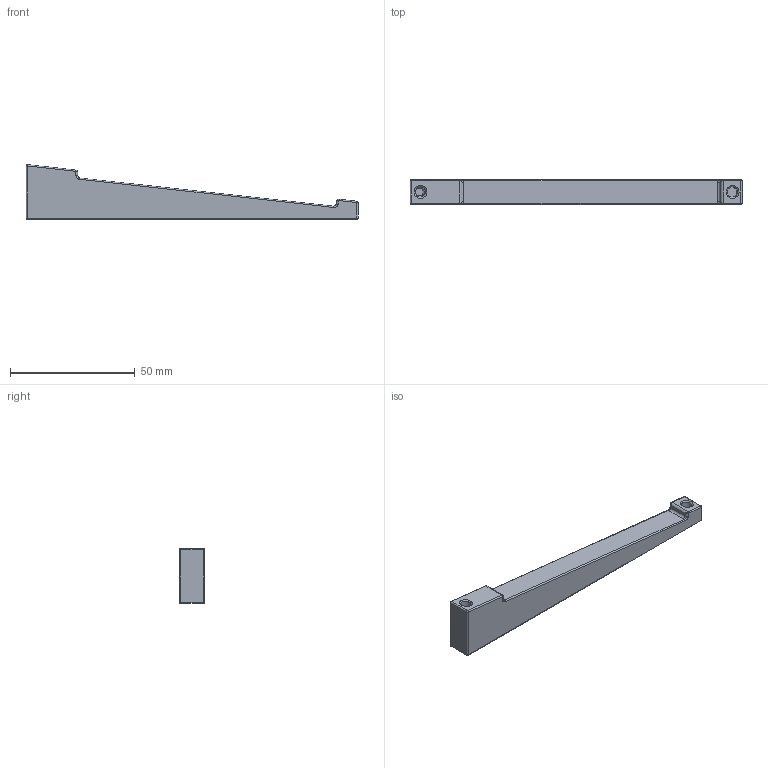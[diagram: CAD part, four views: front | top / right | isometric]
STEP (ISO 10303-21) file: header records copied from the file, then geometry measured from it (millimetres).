
FILE_DESCRIPTION(/* description */ (''),/* implementation_level */ '2;1');
FILE_NAME(/* name */ 'Side Standoff.step',/* time_stamp */ '2024-02-16T18:48:42Z',/* author */ (''),/* organization */ (''),/* preprocessor_version */ 'ST-DEVELOPER v20',/* originating_system */ 'Autodesk Translation Framework v12.20.1.177',/* authorisation */ '');
FILE_SCHEMA (('AUTOMOTIVE_DESIGN { 1 0 10303 214 3 1 1 }'));
Length unit declared in the file: millimetre
Products named in the file (1): Side Standoff
Bounding box: 133.18 x 10 x 21.94 mm (x, y, z)
Volume: 16159.7 mm3; surface area: 6230.7 mm2
Topology: 1 solids, 1 shells, 61 faces, 128 edges, 63 vertices
Faces by surface type: cylinder 26, plane 12, bspline 8, sphere 8, torus 4, cone 3
Full cylindrical faces by diameter (mm): 4.2 x2
Entity records: 1901 total; most frequent: CARTESIAN_POINT 628, DIRECTION 279, ORIENTED_EDGE 240, EDGE_CURVE 120, AXIS2_PLACEMENT_3D 113, EDGE_LOOP 63, VERTEX_POINT 63, FACE_OUTER_BOUND 61
